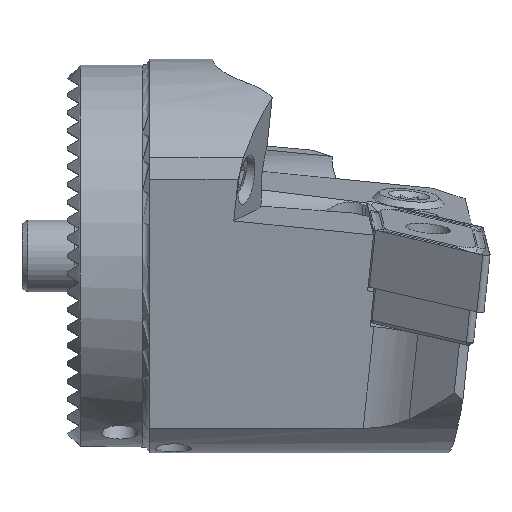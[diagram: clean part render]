
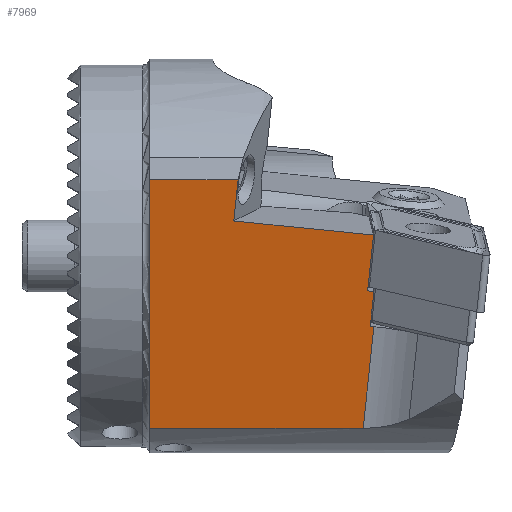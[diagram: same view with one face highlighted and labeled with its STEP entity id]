
A CAD part, top view. The second image highlights one B-rep face of the part: STEP entity #7969.
In plain terms, the highlighted planar face has unit normal (0, -0.208, 0.978).
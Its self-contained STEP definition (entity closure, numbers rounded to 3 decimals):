
#40 = VERTEX_POINT ( 'NONE', #4342 ) ;
#130 = AXIS2_PLACEMENT_3D ( 'NONE', #5183, #9955, #9798 ) ;
#297 = CARTESIAN_POINT ( 'NONE',  ( 13.908, 6.369, 18.222 ) ) ;
#323 = DIRECTION ( 'NONE',  ( 0.102, 0.973, 0.207 ) ) ;
#504 = VERTEX_POINT ( 'NONE', #1133 ) ;
#905 = LINE ( 'NONE', #13906, #7711 ) ;
#1133 = CARTESIAN_POINT ( 'NONE',  ( 6.5, 6.369, 18.222 ) ) ;
#1315 = CARTESIAN_POINT ( 'NONE',  ( 24.754, -2.941, 16.244 ) ) ;
#1383 = EDGE_CURVE ( 'NONE', #1549, #11395, #905, .T. ) ;
#1407 = DIRECTION ( 'NONE',  ( 0., 0.978, 0.208 ) ) ;
#1408 = CARTESIAN_POINT ( 'NONE',  ( 6.5, -2.244, 16.392 ) ) ;
#1463 = LINE ( 'NONE', #2942, #9920 ) ;
#1549 = VERTEX_POINT ( 'NONE', #12263 ) ;
#1686 = ORIENTED_EDGE ( 'NONE', *, *, #13927, .F. ) ;
#2067 = ORIENTED_EDGE ( 'NONE', *, *, #15296, .F. ) ;
#2804 = CARTESIAN_POINT ( 'NONE',  ( 25.282, -2.994, 16.232 ) ) ;
#2806 = ORIENTED_EDGE ( 'NONE', *, *, #5520, .T. ) ;
#2942 = CARTESIAN_POINT ( 'NONE',  ( 1.091, 4.158, 17.753 ) ) ;
#2984 = DIRECTION ( 'NONE',  ( -0.102, -0.973, -0.207 ) ) ;
#3039 = CARTESIAN_POINT ( 'NONE',  ( 6.5, 16.662, 20.41 ) ) ;
#3115 = CARTESIAN_POINT ( 'NONE',  ( 24.383, -14.447, 13.798 ) ) ;
#3220 = VERTEX_POINT ( 'NONE', #2804 ) ;
#3372 = VECTOR ( 'NONE', #12674, 1000. ) ;
#3803 = CARTESIAN_POINT ( 'NONE',  ( 6.483, -3.431, 16.139 ) ) ;
#4199 = DIRECTION ( 'NONE',  ( -0.995, 0.1, 0.021 ) ) ;
#4342 = CARTESIAN_POINT ( 'NONE',  ( 25.277, -5.943, 15.605 ) ) ;
#4358 = CARTESIAN_POINT ( 'NONE',  ( -1.123, -14.447, 13.798 ) ) ;
#4882 = ORIENTED_EDGE ( 'NONE', *, *, #10322, .T. ) ;
#4919 = CARTESIAN_POINT ( 'NONE',  ( 13.544, 2.906, 17.486 ) ) ;
#5029 = CARTESIAN_POINT ( 'NONE',  ( 6.5, -1.651, 16.518 ) ) ;
#5111 = CARTESIAN_POINT ( 'NONE',  ( 22.607, -31.34, 10.207 ) ) ;
#5183 = CARTESIAN_POINT ( 'NONE',  ( 22.607, -31.34, 10.207 ) ) ;
#5520 = EDGE_CURVE ( 'NONE', #5687, #504, #9137, .T. ) ;
#5559 = VECTOR ( 'NONE', #323, 1000. ) ;
#5687 = VERTEX_POINT ( 'NONE', #297 ) ;
#6101 = VERTEX_POINT ( 'NONE', #8833 ) ;
#6119 = CARTESIAN_POINT ( 'NONE',  ( 10.077, -30.08, 10.475 ) ) ;
#6120 = LINE ( 'NONE', #5111, #5559 ) ;
#6184 = DIRECTION ( 'NONE',  ( -0.102, -0.973, -0.207 ) ) ;
#6468 = CARTESIAN_POINT ( 'NONE',  ( 24.975, -5.913, 15.612 ) ) ;
#6827 = VERTEX_POINT ( 'NONE', #15462 ) ;
#7025 = EDGE_CURVE ( 'NONE', #8543, #40, #6120, .T. ) ;
#7238 = LINE ( 'NONE', #6468, #12382 ) ;
#7476 = CARTESIAN_POINT ( 'NONE',  ( 6.5, 16.662, 20.41 ) ) ;
#7550 = ORIENTED_EDGE ( 'NONE', *, *, #10283, .F. ) ;
#7711 = VECTOR ( 'NONE', #11469, 1000. ) ;
#7969 = ADVANCED_FACE ( 'NONE', ( #8952 ), #13455, .F. ) ;
#8069 = VECTOR ( 'NONE', #12609, 1000. ) ;
#8163 = CARTESIAN_POINT ( 'NONE',  ( 0.003, -3.402, 16.146 ) ) ;
#8215 = DIRECTION ( 'NONE',  ( 0.995, -0.1, -0.021 ) ) ;
#8543 = VERTEX_POINT ( 'NONE', #3115 ) ;
#8639 = CARTESIAN_POINT ( 'NONE',  ( 6.5, -4.617, 15.887 ) ) ;
#8833 = CARTESIAN_POINT ( 'NONE',  ( 6.5, -5.21, 15.761 ) ) ;
#8952 = FACE_OUTER_BOUND ( 'NONE', #9094, .T. ) ;
#8972 = DIRECTION ( 'NONE',  ( -0.995, 0.1, 0.021 ) ) ;
#9094 = EDGE_LOOP ( 'NONE', ( #1686, #2806, #7550, #9807, #14837, #9623, #10247, #2067, #12184, #4882, #11166, #11925 ) ) ;
#9137 = LINE ( 'NONE', #14062, #11884 ) ;
#9541 = LINE ( 'NONE', #12556, #11927 ) ;
#9623 = ORIENTED_EDGE ( 'NONE', *, *, #10011, .F. ) ;
#9742 = EDGE_CURVE ( 'NONE', #6101, #10164, #15025, .T. ) ;
#9798 = DIRECTION ( 'NONE',  ( 0., 0.978, 0.208 ) ) ;
#9807 = ORIENTED_EDGE ( 'NONE', *, *, #9742, .F. ) ;
#9872 = CARTESIAN_POINT ( 'NONE',  ( 6.5, -1.651, 16.518 ) ) ;
#9920 = VECTOR ( 'NONE', #4199, 1000. ) ;
#9955 = DIRECTION ( 'NONE',  ( 0., 0.208, -0.978 ) ) ;
#10011 = EDGE_CURVE ( 'NONE', #8543, #6827, #10100, .T. ) ;
#10100 = LINE ( 'NONE', #4358, #3372 ) ;
#10164 = VERTEX_POINT ( 'NONE', #5029 ) ;
#10247 = ORIENTED_EDGE ( 'NONE', *, *, #7025, .T. ) ;
#10283 = EDGE_CURVE ( 'NONE', #10164, #504, #10630, .T. ) ;
#10322 = EDGE_CURVE ( 'NONE', #3220, #11395, #9541, .T. ) ;
#10343 = EDGE_CURVE ( 'NONE', #1549, #11534, #1463, .T. ) ;
#10630 = LINE ( 'NONE', #3039, #8069 ) ;
#10832 = CARTESIAN_POINT ( 'NONE',  ( 6.5, -5.21, 15.761 ) ) ;
#11166 = ORIENTED_EDGE ( 'NONE', *, *, #1383, .F. ) ;
#11395 = VERTEX_POINT ( 'NONE', #1315 ) ;
#11469 = DIRECTION ( 'NONE',  ( -0.102, -0.973, -0.207 ) ) ;
#11534 = VERTEX_POINT ( 'NONE', #4919 ) ;
#11591 = EDGE_CURVE ( 'NONE', #3220, #13675, #7238, .T. ) ;
#11884 = VECTOR ( 'NONE', #15490, 1000. ) ;
#11925 = ORIENTED_EDGE ( 'NONE', *, *, #10343, .T. ) ;
#11927 = VECTOR ( 'NONE', #8972, 1000. ) ;
#11932 = VECTOR ( 'NONE', #6184, 1000. ) ;
#12184 = ORIENTED_EDGE ( 'NONE', *, *, #11591, .F. ) ;
#12263 = CARTESIAN_POINT ( 'NONE',  ( 25.245, 1.73, 17.236 ) ) ;
#12382 = VECTOR ( 'NONE', #2984, 1000. ) ;
#12556 = CARTESIAN_POINT ( 'NONE',  ( 25.059, -2.972, 16.237 ) ) ;
#12609 = DIRECTION ( 'NONE',  ( 0., 0.978, 0.208 ) ) ;
#12674 = DIRECTION ( 'NONE',  ( -1., 0., 0. ) ) ;
#13300 = CARTESIAN_POINT ( 'NONE',  ( 24.975, -5.913, 15.612 ) ) ;
#13455 = PLANE ( 'NONE',  #130 ) ;
#13611 = VECTOR ( 'NONE', #8215, 1000. ) ;
#13675 = VERTEX_POINT ( 'NONE', #13300 ) ;
#13906 = CARTESIAN_POINT ( 'NONE',  ( 24.754, -2.941, 16.244 ) ) ;
#13927 = EDGE_CURVE ( 'NONE', #5687, #11534, #14359, .T. ) ;
#14062 = CARTESIAN_POINT ( 'NONE',  ( 6.5, 6.369, 18.222 ) ) ;
#14250 = EDGE_CURVE ( 'NONE', #6827, #6101, #15173, .T. ) ;
#14359 = LINE ( 'NONE', #6119, #11932 ) ;
#14783 = VECTOR ( 'NONE', #1407, 1000. ) ;
#14837 = ORIENTED_EDGE ( 'NONE', *, *, #14250, .F. ) ;
#15025 = B_SPLINE_CURVE_WITH_KNOTS ( 'NONE', 3,
 ( #10832, #8639, #3803, #1408, #9872 ),
 .UNSPECIFIED., .F., .F.,
 ( 4, 1, 4 ),
 ( 0.003, 0.005, 0.007 ),
 .UNSPECIFIED. ) ;
#15142 = LINE ( 'NONE', #8163, #13611 ) ;
#15173 = LINE ( 'NONE', #7476, #14783 ) ;
#15296 = EDGE_CURVE ( 'NONE', #13675, #40, #15142, .T. ) ;
#15462 = CARTESIAN_POINT ( 'NONE',  ( 6.5, -14.447, 13.798 ) ) ;
#15490 = DIRECTION ( 'NONE',  ( -1., 0., 0. ) ) ;
